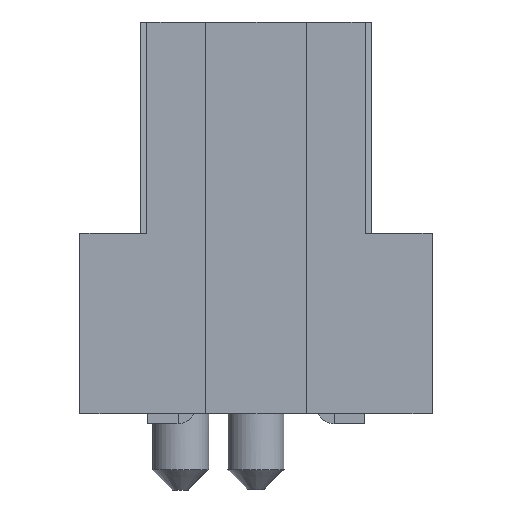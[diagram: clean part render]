
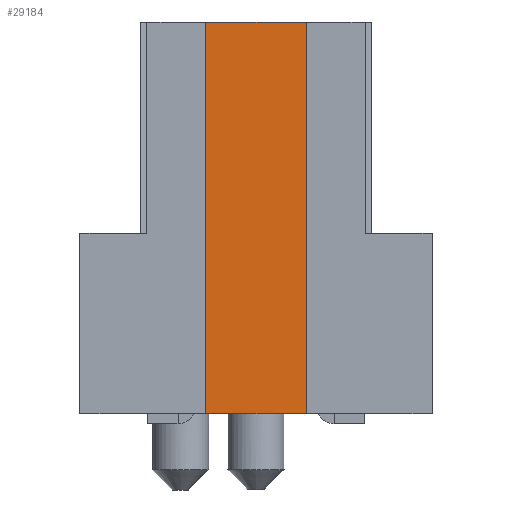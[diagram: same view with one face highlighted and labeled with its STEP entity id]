
A CAD part, left-side view. The second image highlights one B-rep face of the part: STEP entity #29184.
In plain terms, the highlighted planar face has unit normal (-1, 0, 0).
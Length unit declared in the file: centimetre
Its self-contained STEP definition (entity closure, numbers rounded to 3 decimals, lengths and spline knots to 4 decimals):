
#1309=FACE_OUTER_BOUND('',#2688,.T.);
#2688=EDGE_LOOP('',(#23722,#23723,#23724,#23725));
#4441=LINE('',#40919,#8577);
#6149=LINE('',#44286,#10285);
#6150=LINE('',#44289,#10286);
#6151=LINE('',#44290,#10287);
#8577=VECTOR('',#32993,0.2);
#10285=VECTOR('',#35961,0.778);
#10286=VECTOR('',#35964,0.2);
#10287=VECTOR('',#35965,0.778);
#12458=VERTEX_POINT('',#40916);
#12459=VERTEX_POINT('',#40918);
#13488=VERTEX_POINT('',#44284);
#13489=VERTEX_POINT('',#44288);
#15508=EDGE_CURVE('',#12459,#12458,#4441,.T.);
#17217=EDGE_CURVE('',#13488,#12459,#6149,.T.);
#17218=EDGE_CURVE('',#13488,#13489,#6150,.T.);
#17219=EDGE_CURVE('',#13489,#12458,#6151,.T.);
#23722=ORIENTED_EDGE('',*,*,#17218,.F.);
#23723=ORIENTED_EDGE('',*,*,#17217,.T.);
#23724=ORIENTED_EDGE('',*,*,#15508,.T.);
#23725=ORIENTED_EDGE('',*,*,#17219,.F.);
#27859=PLANE('',#30582);
#29184=ADVANCED_FACE('',(#1309),#27859,.F.);
#30582=AXIS2_PLACEMENT_3D('',#44287,#35962,#35963);
#32993=DIRECTION('',(0.,-1.,0.));
#35961=DIRECTION('',(0.,0.,-1.));
#35962=DIRECTION('center_axis',(1.,0.,0.));
#35963=DIRECTION('ref_axis',(0.,0.,-1.));
#35964=DIRECTION('',(0.,-1.,0.));
#35965=DIRECTION('',(0.,0.,-1.));
#40916=CARTESIAN_POINT('',(-1.2384,0.872,1.2628));
#40918=CARTESIAN_POINT('',(-1.2384,1.072,1.2628));
#40919=CARTESIAN_POINT('',(-1.2384,1.072,1.2628));
#44284=CARTESIAN_POINT('',(-1.2384,1.072,2.0408));
#44286=CARTESIAN_POINT('',(-1.2384,1.072,2.0408));
#44287=CARTESIAN_POINT('Origin',(-1.2384,1.072,1.2628));
#44288=CARTESIAN_POINT('',(-1.2384,0.872,2.0408));
#44289=CARTESIAN_POINT('',(-1.2384,1.072,2.0408));
#44290=CARTESIAN_POINT('',(-1.2384,0.872,2.0408));
